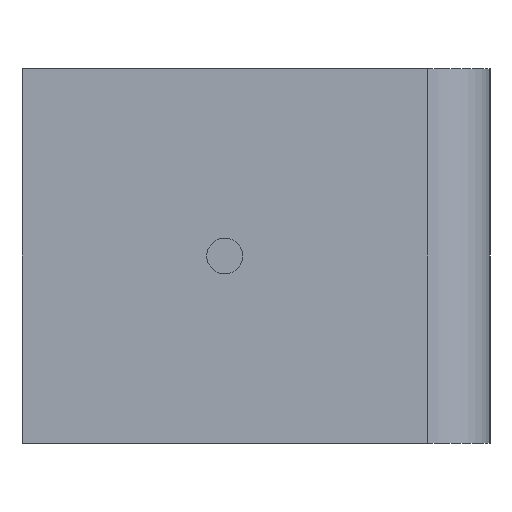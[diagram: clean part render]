
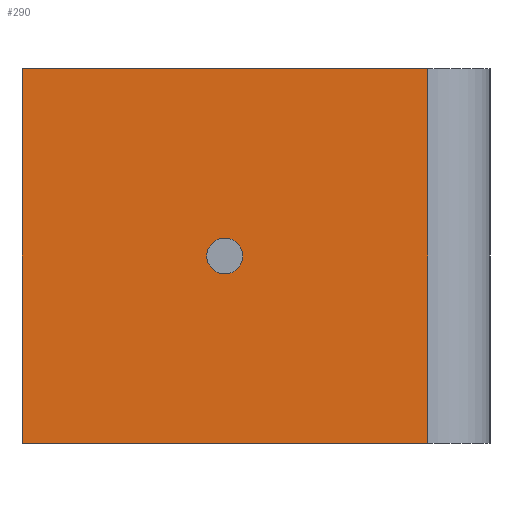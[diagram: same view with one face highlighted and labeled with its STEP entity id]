
A CAD part, left-side view. The second image highlights one B-rep face of the part: STEP entity #290.
In plain terms, the highlighted planar face has unit normal (-1, 0, 0).
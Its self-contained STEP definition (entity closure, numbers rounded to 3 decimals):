
#1 = DIRECTION ( 'NONE',  ( 0., -1., 0. ) ) ;
#4 = CARTESIAN_POINT ( 'NONE',  ( -23.81, -5.16, 4.76 ) ) ;
#6 = CARTESIAN_POINT ( 'NONE',  ( -23.81, 0., 0. ) ) ;
#7 = DIRECTION ( 'NONE',  ( 1., 0., 0. ) ) ;
#8 = DIRECTION ( 'NONE',  ( 0., 0., -1. ) ) ;
#13 = DIRECTION ( 'NONE',  ( 0., -1., 0. ) ) ;
#29 = LINE ( 'NONE', #199, #40 ) ;
#35 = LINE ( 'NONE', #202, #42 ) ;
#39 = LINE ( 'NONE', #203, #44 ) ;
#40 = VECTOR ( 'NONE', #206, 1000. ) ;
#42 = VECTOR ( 'NONE', #207, 1000. ) ;
#44 = VECTOR ( 'NONE', #1, 1000. ) ;
#45 = CIRCLE ( 'NONE', #141, 0.457 ) ;
#48 = LINE ( 'NONE', #4, #50 ) ;
#50 = VECTOR ( 'NONE', #13, 1000. ) ;
#62 = VERTEX_POINT ( 'NONE', #298 ) ;
#66 = VERTEX_POINT ( 'NONE', #479 ) ;
#70 = VERTEX_POINT ( 'NONE', #299 ) ;
#90 = CARTESIAN_POINT ( 'NONE',  ( -23.81, 0., 0. ) ) ;
#91 = DIRECTION ( 'NONE',  ( 1., 0., 0. ) ) ;
#92 = DIRECTION ( 'NONE',  ( 0., 0., -1. ) ) ;
#105 = AXIS2_PLACEMENT_3D ( 'NONE', #90, #91, #92 ) ;
#141 = AXIS2_PLACEMENT_3D ( 'NONE', #6, #7, #8 ) ;
#153 = PLANE ( 'NONE',  #277 ) ;
#155 = CARTESIAN_POINT ( 'NONE',  ( -23.81, -5.16, 4.76 ) ) ;
#156 = DIRECTION ( 'NONE',  ( 1., 0., 0. ) ) ;
#157 = DIRECTION ( 'NONE',  ( 0., 1., 0. ) ) ;
#177 = EDGE_CURVE ( 'NONE', #66, #457, #380, .T. ) ;
#199 = CARTESIAN_POINT ( 'NONE',  ( -23.81, -5.16, 4.76 ) ) ;
#202 = CARTESIAN_POINT ( 'NONE',  ( -23.81, 5.16, 4.76 ) ) ;
#203 = CARTESIAN_POINT ( 'NONE',  ( -23.81, -5.16, -4.76 ) ) ;
#206 = DIRECTION ( 'NONE',  ( 0., 0., -1. ) ) ;
#207 = DIRECTION ( 'NONE',  ( 0., 0., -1. ) ) ;
#245 = ORIENTED_EDGE ( 'NONE', *, *, #310, .T. ) ;
#246 = ORIENTED_EDGE ( 'NONE', *, *, #315, .F. ) ;
#247 = ORIENTED_EDGE ( 'NONE', *, *, #309, .F. ) ;
#248 = ORIENTED_EDGE ( 'NONE', *, *, #311, .T. ) ;
#249 = ORIENTED_EDGE ( 'NONE', *, *, #313, .T. ) ;
#250 = ORIENTED_EDGE ( 'NONE', *, *, #177, .T. ) ;
#277 = AXIS2_PLACEMENT_3D ( 'NONE', #155, #156, #157 ) ;
#290 = ADVANCED_FACE ( 'NONE', ( #373, #340 ), #153, .F. ) ;
#298 = CARTESIAN_POINT ( 'NONE',  ( -23.81, -5.16, 4.76 ) ) ;
#299 = CARTESIAN_POINT ( 'NONE',  ( -23.81, -5.16, -4.76 ) ) ;
#309 = EDGE_CURVE ( 'NONE', #62, #70, #29, .T. ) ;
#310 = EDGE_CURVE ( 'NONE', #454, #453, #35, .T. ) ;
#311 = EDGE_CURVE ( 'NONE', #453, #70, #39, .T. ) ;
#313 = EDGE_CURVE ( 'NONE', #457, #66, #45, .T. ) ;
#315 = EDGE_CURVE ( 'NONE', #454, #62, #48, .T. ) ;
#326 = CARTESIAN_POINT ( 'NONE',  ( -23.81, 5.16, -4.76 ) ) ;
#330 = CARTESIAN_POINT ( 'NONE',  ( -23.81, 5.16, 4.76 ) ) ;
#332 = CARTESIAN_POINT ( 'NONE',  ( -23.81, 0., 0.457 ) ) ;
#340 = FACE_OUTER_BOUND ( 'NONE', #434, .T. ) ;
#373 = FACE_BOUND ( 'NONE', #431, .T. ) ;
#380 = CIRCLE ( 'NONE', #105, 0.457 ) ;
#431 = EDGE_LOOP ( 'NONE', ( #250, #249 ) ) ;
#434 = EDGE_LOOP ( 'NONE', ( #248, #247, #246, #245 ) ) ;
#453 = VERTEX_POINT ( 'NONE', #326 ) ;
#454 = VERTEX_POINT ( 'NONE', #330 ) ;
#457 = VERTEX_POINT ( 'NONE', #332 ) ;
#479 = CARTESIAN_POINT ( 'NONE',  ( -23.81, 0., -0.457 ) ) ;
